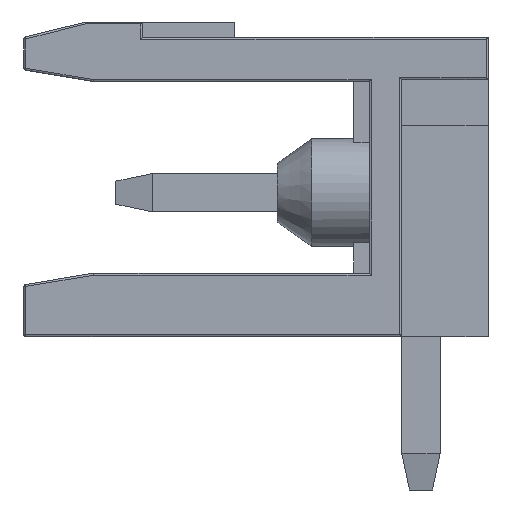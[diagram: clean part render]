
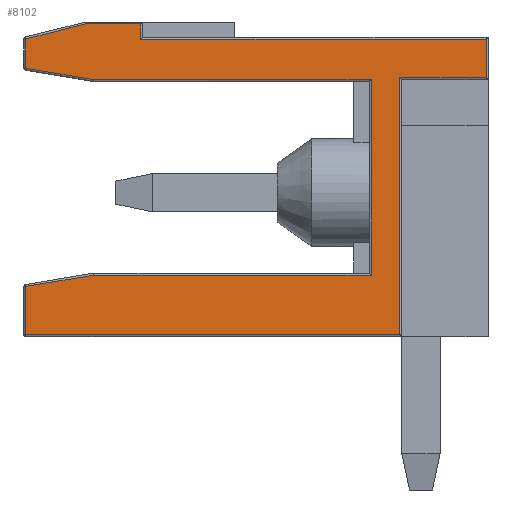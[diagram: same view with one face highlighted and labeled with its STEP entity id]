
A CAD part, left-side view. The second image highlights one B-rep face of the part: STEP entity #8102.
In plain terms, the highlighted planar face has unit normal (-1, 0, 0).
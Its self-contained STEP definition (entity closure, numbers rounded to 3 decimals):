
#48 = EDGE_LOOP ( 'NONE', ( #6504, #835, #203, #20253, #8888, #12816, #8522, #23660, #13475, #16356, #15221, #17725, #5435, #17907, #9291 ) ) ;
#203 = ORIENTED_EDGE ( 'NONE', *, *, #6627, .T. ) ;
#213 = EDGE_CURVE ( 'NONE', #14072, #10109, #4938, .T. ) ;
#217 = LINE ( 'NONE', #7970, #9786 ) ;
#433 = VERTEX_POINT ( 'NONE', #14600 ) ;
#622 = DIRECTION ( 'NONE',  ( 0., 0., -1. ) ) ;
#732 = VERTEX_POINT ( 'NONE', #9234 ) ;
#835 = ORIENTED_EDGE ( 'NONE', *, *, #12730, .T. ) ;
#849 = CARTESIAN_POINT ( 'NONE',  ( 0., 3.05, 6.7 ) ) ;
#1136 = LINE ( 'NONE', #14361, #23635 ) ;
#1158 = CARTESIAN_POINT ( 'NONE',  ( 0., 0.05, 7.8 ) ) ;
#1535 = DIRECTION ( 'NONE',  ( 1., 0., 0. ) ) ;
#2391 = CARTESIAN_POINT ( 'NONE',  ( 0., 2.3, 6.75 ) ) ;
#2451 = CARTESIAN_POINT ( 'NONE',  ( 0., 9.05, 8.2 ) ) ;
#2923 = CARTESIAN_POINT ( 'NONE',  ( 0., 12.05, 6.994 ) ) ;
#3326 = LINE ( 'NONE', #1158, #18002 ) ;
#3341 = VERTEX_POINT ( 'NONE', #5707 ) ;
#3799 = VECTOR ( 'NONE', #14247, 1000. ) ;
#4938 = LINE ( 'NONE', #20415, #19640 ) ;
#5206 = EDGE_CURVE ( 'NONE', #15973, #24905, #9166, .T. ) ;
#5435 = ORIENTED_EDGE ( 'NONE', *, *, #19580, .T. ) ;
#5637 = VERTEX_POINT ( 'NONE', #11647 ) ;
#5707 = CARTESIAN_POINT ( 'NONE',  ( 0., 0.05, 6.75 ) ) ;
#5769 = CARTESIAN_POINT ( 'NONE',  ( 0., 12.1, 0.05 ) ) ;
#6031 = EDGE_CURVE ( 'NONE', #433, #18206, #8890, .T. ) ;
#6156 = VERTEX_POINT ( 'NONE', #9752 ) ;
#6504 = ORIENTED_EDGE ( 'NONE', *, *, #6031, .T. ) ;
#6627 = EDGE_CURVE ( 'NONE', #6156, #18222, #13291, .T. ) ;
#6745 = EDGE_CURVE ( 'NONE', #14990, #12845, #13719, .T. ) ;
#6989 = DIRECTION ( 'NONE',  ( 0., 0., 1. ) ) ;
#7314 = DIRECTION ( 'NONE',  ( 0., 0., -1. ) ) ;
#7389 = DIRECTION ( 'NONE',  ( 0., 0.97, -0.243 ) ) ;
#7620 = AXIS2_PLACEMENT_3D ( 'NONE', #13065, #1535, #17025 ) ;
#7903 = CARTESIAN_POINT ( 'NONE',  ( 0., 3.05, 1.6 ) ) ;
#7970 = CARTESIAN_POINT ( 'NONE',  ( 0., 3.05, 1.65 ) ) ;
#8102 = ADVANCED_FACE ( 'NONE', ( #16899 ), #20579, .F. ) ;
#8387 = CARTESIAN_POINT ( 'NONE',  ( 0., 10.296, 1.6 ) ) ;
#8499 = CARTESIAN_POINT ( 'NONE',  ( 0., 9., 7.75 ) ) ;
#8522 = ORIENTED_EDGE ( 'NONE', *, *, #6745, .T. ) ;
#8624 = DIRECTION ( 'NONE',  ( 0., -1., 0. ) ) ;
#8746 = DIRECTION ( 'NONE',  ( 0., 1., 0. ) ) ;
#8816 = EDGE_CURVE ( 'NONE', #12845, #9772, #17452, .T. ) ;
#8888 = ORIENTED_EDGE ( 'NONE', *, *, #213, .T. ) ;
#8890 = LINE ( 'NONE', #20592, #21997 ) ;
#8945 = VECTOR ( 'NONE', #622, 1000. ) ;
#9166 = LINE ( 'NONE', #5769, #21269 ) ;
#9234 = CARTESIAN_POINT ( 'NONE',  ( 0., 0.05, 7.75 ) ) ;
#9291 = ORIENTED_EDGE ( 'NONE', *, *, #19234, .T. ) ;
#9752 = CARTESIAN_POINT ( 'NONE',  ( 0., 12.05, 7.761 ) ) ;
#9772 = VERTEX_POINT ( 'NONE', #14587 ) ;
#9786 = VECTOR ( 'NONE', #23359, 1000. ) ;
#9872 = CARTESIAN_POINT ( 'NONE',  ( 0., 10.292, 6.699 ) ) ;
#10109 = VERTEX_POINT ( 'NONE', #849 ) ;
#10638 = VECTOR ( 'NONE', #15638, 1000. ) ;
#10673 = VECTOR ( 'NONE', #13827, 1000. ) ;
#10868 = VECTOR ( 'NONE', #11325, 1000. ) ;
#10986 = DIRECTION ( 'NONE',  ( 0., -1., 0. ) ) ;
#11325 = DIRECTION ( 'NONE',  ( 0., 1., 0. ) ) ;
#11529 = CARTESIAN_POINT ( 'NONE',  ( 0., 12.05, 0.05 ) ) ;
#11612 = DIRECTION ( 'NONE',  ( 0., -1., 0. ) ) ;
#11647 = CARTESIAN_POINT ( 'NONE',  ( 0., 9.05, 7.75 ) ) ;
#11720 = EDGE_CURVE ( 'NONE', #9772, #15973, #23999, .T. ) ;
#12076 = LINE ( 'NONE', #8499, #21620 ) ;
#12730 = EDGE_CURVE ( 'NONE', #18206, #6156, #18961, .T. ) ;
#12816 = ORIENTED_EDGE ( 'NONE', *, *, #17127, .T. ) ;
#12845 = VERTEX_POINT ( 'NONE', #8387 ) ;
#13065 = CARTESIAN_POINT ( 'NONE',  ( 0., 12.1, 8.2 ) ) ;
#13137 = DIRECTION ( 'NONE',  ( 0., 0.986, -0.165 ) ) ;
#13291 = LINE ( 'NONE', #24981, #24259 ) ;
#13475 = ORIENTED_EDGE ( 'NONE', *, *, #11720, .T. ) ;
#13481 = CARTESIAN_POINT ( 'NONE',  ( 0., 10.3, 1.6 ) ) ;
#13719 = LINE ( 'NONE', #13481, #10868 ) ;
#13772 = EDGE_CURVE ( 'NONE', #732, #5637, #12076, .T. ) ;
#13827 = DIRECTION ( 'NONE',  ( 0., -0.986, -0.165 ) ) ;
#14072 = VERTEX_POINT ( 'NONE', #15302 ) ;
#14128 = LINE ( 'NONE', #2451, #3799 ) ;
#14247 = DIRECTION ( 'NONE',  ( 0., 0., 1. ) ) ;
#14344 = CARTESIAN_POINT ( 'NONE',  ( 0., 12.05, 8.2 ) ) ;
#14361 = CARTESIAN_POINT ( 'NONE',  ( 0., 0., 6.75 ) ) ;
#14587 = CARTESIAN_POINT ( 'NONE',  ( 0., 12.05, 1.306 ) ) ;
#14600 = CARTESIAN_POINT ( 'NONE',  ( 0., 9.05, 8.15 ) ) ;
#14990 = VERTEX_POINT ( 'NONE', #7903 ) ;
#15221 = ORIENTED_EDGE ( 'NONE', *, *, #17119, .T. ) ;
#15302 = CARTESIAN_POINT ( 'NONE',  ( 0., 10.296, 6.7 ) ) ;
#15638 = DIRECTION ( 'NONE',  ( 0., 0., 1. ) ) ;
#15765 = CARTESIAN_POINT ( 'NONE',  ( 0., 2.3, 6.7 ) ) ;
#15812 = VECTOR ( 'NONE', #13137, 1000. ) ;
#15973 = VERTEX_POINT ( 'NONE', #11529 ) ;
#16356 = ORIENTED_EDGE ( 'NONE', *, *, #5206, .T. ) ;
#16413 = CARTESIAN_POINT ( 'NONE',  ( 0., 10.494, 8.15 ) ) ;
#16578 = DIRECTION ( 'NONE',  ( 0., 1., 0. ) ) ;
#16899 = FACE_OUTER_BOUND ( 'NONE', #48, .T. ) ;
#16920 = EDGE_CURVE ( 'NONE', #21801, #3341, #1136, .T. ) ;
#17025 = DIRECTION ( 'NONE',  ( 0., 0., -1. ) ) ;
#17119 = EDGE_CURVE ( 'NONE', #24905, #21801, #21184, .T. ) ;
#17127 = EDGE_CURVE ( 'NONE', #10109, #14990, #217, .T. ) ;
#17452 = LINE ( 'NONE', #22792, #15812 ) ;
#17725 = ORIENTED_EDGE ( 'NONE', *, *, #16920, .T. ) ;
#17907 = ORIENTED_EDGE ( 'NONE', *, *, #13772, .T. ) ;
#17971 = CARTESIAN_POINT ( 'NONE',  ( 0., 2.3, 0.05 ) ) ;
#18002 = VECTOR ( 'NONE', #6989, 1000. ) ;
#18206 = VERTEX_POINT ( 'NONE', #16413 ) ;
#18222 = VERTEX_POINT ( 'NONE', #2923 ) ;
#18369 = CARTESIAN_POINT ( 'NONE',  ( 0., 12.088, 7.751 ) ) ;
#18961 = LINE ( 'NONE', #18369, #20746 ) ;
#19234 = EDGE_CURVE ( 'NONE', #5637, #433, #14128, .T. ) ;
#19580 = EDGE_CURVE ( 'NONE', #3341, #732, #3326, .T. ) ;
#19640 = VECTOR ( 'NONE', #10986, 1000. ) ;
#19801 = EDGE_CURVE ( 'NONE', #18222, #14072, #24003, .T. ) ;
#20253 = ORIENTED_EDGE ( 'NONE', *, *, #19801, .T. ) ;
#20415 = CARTESIAN_POINT ( 'NONE',  ( 0., 3.1, 6.7 ) ) ;
#20579 = PLANE ( 'NONE',  #7620 ) ;
#20592 = CARTESIAN_POINT ( 'NONE',  ( 0., 12.1, 8.15 ) ) ;
#20746 = VECTOR ( 'NONE', #7389, 1000. ) ;
#21184 = LINE ( 'NONE', #15765, #10638 ) ;
#21269 = VECTOR ( 'NONE', #11612, 1000. ) ;
#21620 = VECTOR ( 'NONE', #8746, 1000. ) ;
#21801 = VERTEX_POINT ( 'NONE', #2391 ) ;
#21997 = VECTOR ( 'NONE', #16578, 1000. ) ;
#22792 = CARTESIAN_POINT ( 'NONE',  ( 0., 12.092, 1.299 ) ) ;
#23359 = DIRECTION ( 'NONE',  ( 0., 0., -1. ) ) ;
#23635 = VECTOR ( 'NONE', #8624, 1000. ) ;
#23660 = ORIENTED_EDGE ( 'NONE', *, *, #8816, .T. ) ;
#23999 = LINE ( 'NONE', #14344, #8945 ) ;
#24003 = LINE ( 'NONE', #9872, #10673 ) ;
#24259 = VECTOR ( 'NONE', #7314, 1000. ) ;
#24905 = VERTEX_POINT ( 'NONE', #17971 ) ;
#24981 = CARTESIAN_POINT ( 'NONE',  ( 0., 12.05, 8.2 ) ) ;
